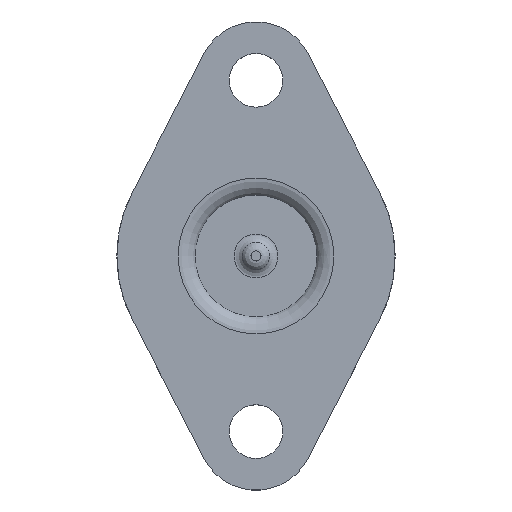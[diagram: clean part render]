
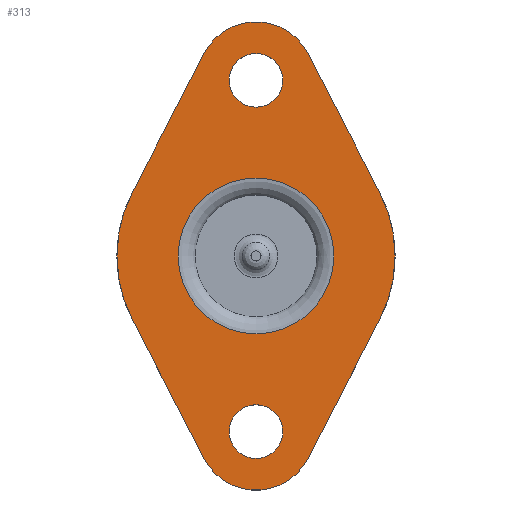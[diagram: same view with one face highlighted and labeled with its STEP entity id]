
A CAD part, top view. The second image highlights one B-rep face of the part: STEP entity #313.
In plain terms, the highlighted planar face has unit normal (0, 0, 1).
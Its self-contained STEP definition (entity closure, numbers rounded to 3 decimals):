
#201=CARTESIAN_POINT('',(-7.982,0.,1.5));
#202=VERTEX_POINT('',#201);
#203=CARTESIAN_POINT('',(0.0,0.0,1.5));
#204=DIRECTION('',(0.0,0.0,1.0));
#205=DIRECTION('',(1.0,0.0,0.0));
#206=AXIS2_PLACEMENT_3D('',#203,#204,#205);
#207=CIRCLE('',#206,7.982);
#208=EDGE_CURVE('',#202,#202,#207,.T.);
#213=CARTESIAN_POINT('',(0.,0.,1.5));
#214=DIRECTION('',(0.0,0.0,1.0));
#215=DIRECTION('',(1.0,0.0,0.0));
#216=AXIS2_PLACEMENT_3D('',#213,#214,#215);
#217=PLANE('',#216);
#218=CARTESIAN_POINT('',(-5.333,20.75,1.5));
#219=VERTEX_POINT('',#218);
#220=CARTESIAN_POINT('',(5.333,20.75,1.5));
#221=VERTEX_POINT('',#220);
#222=CARTESIAN_POINT('',(0.0,18.0,1.5));
#223=DIRECTION('',(0.0,0.0,-1.0));
#224=DIRECTION('',(-0.889,-0.458,0.0));
#225=AXIS2_PLACEMENT_3D('',#222,#223,#224);
#226=CIRCLE('',#225,6.);
#227=EDGE_CURVE('',#219,#221,#226,.T.);
#228=ORIENTED_EDGE('',*,*,#227,.F.);
#229=CARTESIAN_POINT('',(-12.665,6.531,1.5));
#230=VERTEX_POINT('',#229);
#231=CARTESIAN_POINT('',(-12.665,6.531,1.5));
#232=DIRECTION('',(0.458,0.889,0.0));
#233=VECTOR('',#232,15.998);
#234=LINE('',#231,#233);
#235=EDGE_CURVE('',#230,#219,#234,.T.);
#236=ORIENTED_EDGE('',*,*,#235,.F.);
#237=CARTESIAN_POINT('',(-12.665,-6.531,1.5));
#238=VERTEX_POINT('',#237);
#239=CARTESIAN_POINT('',(0.0,0.0,1.5));
#240=DIRECTION('',(0.0,0.0,-1.0));
#241=DIRECTION('',(0.889,-0.458,0.0));
#242=AXIS2_PLACEMENT_3D('',#239,#240,#241);
#243=CIRCLE('',#242,14.25);
#244=EDGE_CURVE('',#238,#230,#243,.T.);
#245=ORIENTED_EDGE('',*,*,#244,.F.);
#246=CARTESIAN_POINT('',(-5.333,-20.75,1.5));
#247=VERTEX_POINT('',#246);
#248=CARTESIAN_POINT('',(-5.333,-20.75,1.5));
#249=DIRECTION('',(-0.458,0.889,0.0));
#250=VECTOR('',#249,15.998);
#251=LINE('',#248,#250);
#252=EDGE_CURVE('',#247,#238,#251,.T.);
#253=ORIENTED_EDGE('',*,*,#252,.F.);
#254=CARTESIAN_POINT('',(5.333,-20.75,1.5));
#255=VERTEX_POINT('',#254);
#256=CARTESIAN_POINT('',(0.0,-18.0,1.5));
#257=DIRECTION('',(0.0,0.0,-1.0));
#258=DIRECTION('',(0.889,0.458,0.0));
#259=AXIS2_PLACEMENT_3D('',#256,#257,#258);
#260=CIRCLE('',#259,6.);
#261=EDGE_CURVE('',#255,#247,#260,.T.);
#262=ORIENTED_EDGE('',*,*,#261,.F.);
#263=CARTESIAN_POINT('',(12.665,-6.531,1.5));
#264=VERTEX_POINT('',#263);
#265=CARTESIAN_POINT('',(12.665,-6.531,1.5));
#266=DIRECTION('',(-0.458,-0.889,0.0));
#267=VECTOR('',#266,15.998);
#268=LINE('',#265,#267);
#269=EDGE_CURVE('',#264,#255,#268,.T.);
#270=ORIENTED_EDGE('',*,*,#269,.F.);
#271=CARTESIAN_POINT('',(12.665,6.531,1.5));
#272=VERTEX_POINT('',#271);
#273=CARTESIAN_POINT('',(0.0,0.0,1.5));
#274=DIRECTION('',(0.0,0.0,-1.0));
#275=DIRECTION('',(-0.889,0.458,0.0));
#276=AXIS2_PLACEMENT_3D('',#273,#274,#275);
#277=CIRCLE('',#276,14.25);
#278=EDGE_CURVE('',#272,#264,#277,.T.);
#279=ORIENTED_EDGE('',*,*,#278,.F.);
#280=CARTESIAN_POINT('',(5.333,20.75,1.5));
#281=DIRECTION('',(0.458,-0.889,0.0));
#282=VECTOR('',#281,15.998);
#283=LINE('',#280,#282);
#284=EDGE_CURVE('',#221,#272,#283,.T.);
#285=ORIENTED_EDGE('',*,*,#284,.F.);
#286=EDGE_LOOP('',(#228,#236,#245,#253,#262,#270,#279,#285));
#287=FACE_OUTER_BOUND('',#286,.T.);
#288=CARTESIAN_POINT('',(2.75,18.0,1.5));
#289=VERTEX_POINT('',#288);
#290=CARTESIAN_POINT('',(0.0,18.0,1.5));
#291=DIRECTION('',(0.0,0.0,-1.0));
#292=DIRECTION('',(-1.0,0.0,0.0));
#293=AXIS2_PLACEMENT_3D('',#290,#291,#292);
#294=CIRCLE('',#293,2.75);
#295=EDGE_CURVE('',#289,#289,#294,.T.);
#296=ORIENTED_EDGE('',*,*,#295,.T.);
#297=EDGE_LOOP('',(#296));
#298=FACE_BOUND('',#297,.T.);
#299=CARTESIAN_POINT('',(2.75,-18.0,1.5));
#300=VERTEX_POINT('',#299);
#301=CARTESIAN_POINT('',(0.0,-18.0,1.5));
#302=DIRECTION('',(0.0,0.0,-1.0));
#303=DIRECTION('',(-1.0,0.0,0.0));
#304=AXIS2_PLACEMENT_3D('',#301,#302,#303);
#305=CIRCLE('',#304,2.75);
#306=EDGE_CURVE('',#300,#300,#305,.T.);
#307=ORIENTED_EDGE('',*,*,#306,.T.);
#308=EDGE_LOOP('',(#307));
#309=FACE_BOUND('',#308,.T.);
#310=ORIENTED_EDGE('',*,*,#208,.F.);
#311=EDGE_LOOP('',(#310));
#312=FACE_BOUND('',#311,.T.);
#313=ADVANCED_FACE('',(#287,#298,#309,#312),#217,.T.);
